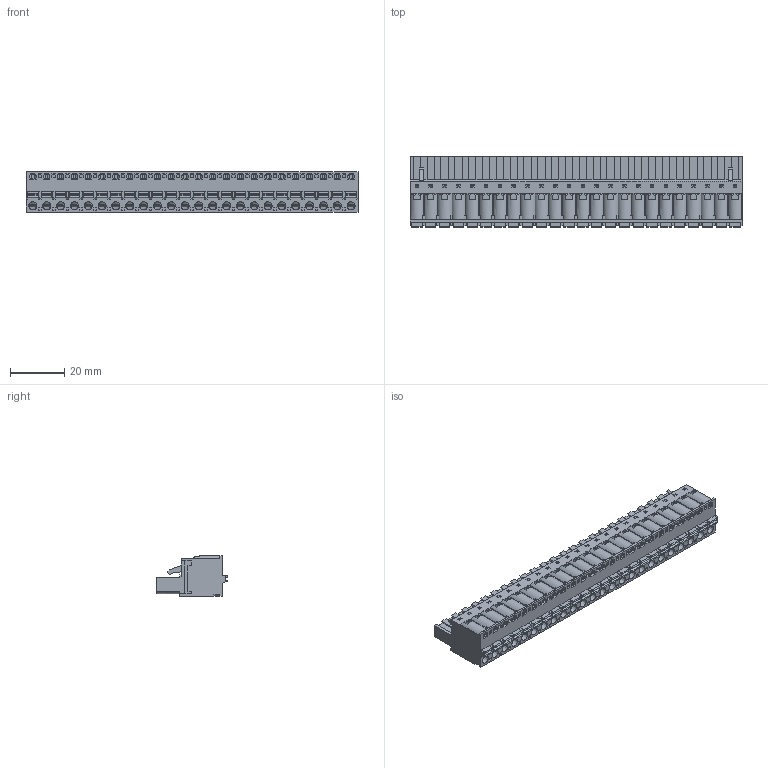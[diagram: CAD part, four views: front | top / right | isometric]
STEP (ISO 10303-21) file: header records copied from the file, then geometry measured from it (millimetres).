
FILE_DESCRIPTION(/* description */ ('Unknown'),/* implementation_level */ '2;1');
FILE_NAME(/* name */ '691353500024',/* time_stamp */ '2022-01-18T15:42:11+01:00',/* author */ ('Unknown'),/* organization */ ('Unknown'),/* preprocessor_version */ 'ST-DEVELOPER v16.7',/* originating_system */ 'Solid Edge',/* authorisation */ 'Unknown');
FILE_SCHEMA (('AUTOMOTIVE_DESIGN {1 0 10303 214 3 1 1}'));
Products named in the file (6): 6913535000xx; 691353500024; 691353500024_BAS; 6913535000xx_LANGUETTE; 6913535000xx_PIN; 6913535000xx_BOUTON
Assembly tree (74 placements, depth 2):
  6913535000xx
    691353500024
    691353500024_BAS
    6913535000xx_LANGUETTE  x24
    6913535000xx_PIN  x24
    6913535000xx_BOUTON  x24
Bounding box: 121.92 x 26.05 x 15 mm (x, y, z)
Volume: 19210.5 mm3; surface area: 47451.9 mm2
Topology: 74 solids, 74 shells, 6502 faces, 18575 edges, 12104 vertices
Faces by surface type: plane 5030, cylinder 1376, bspline 72, cone 24
Full cylindrical faces by diameter (mm): 1.5 x24, 3 x24
Entity records: 107790 total; most frequent: CARTESIAN_POINT 21944, ORIENTED_EDGE 18462, DIRECTION 16653, EDGE_CURVE 9231, LINE 8091, VECTOR 8091, VERTEX_POINT 6076, AXIS2_PLACEMENT_3D 4281
